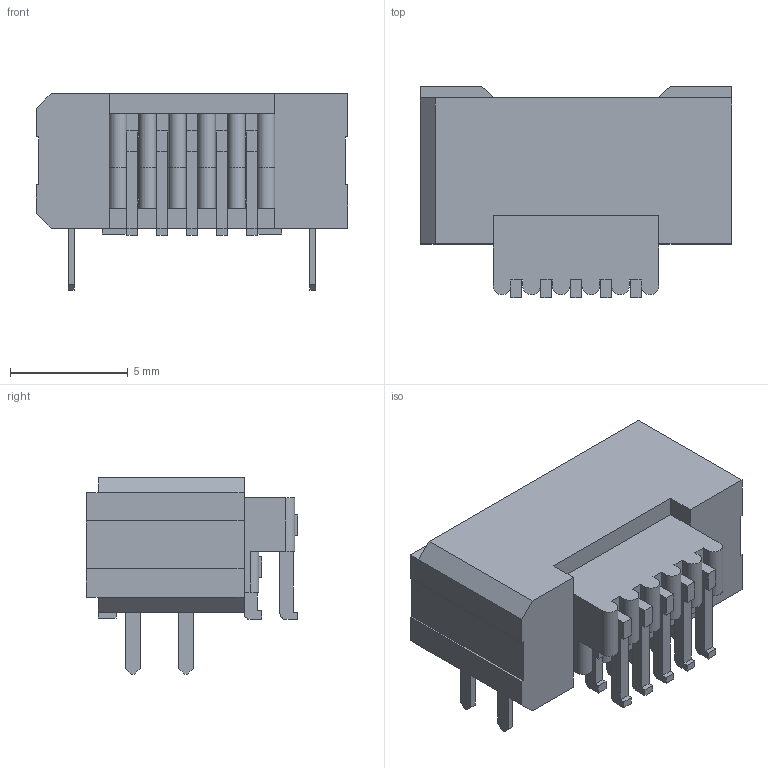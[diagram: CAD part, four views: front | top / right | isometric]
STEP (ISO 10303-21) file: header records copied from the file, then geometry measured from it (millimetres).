
FILE_DESCRIPTION(('FreeCAD Model'),'2;1');
FILE_NAME('TFM_105_02_L_DH_cp.step', '2017-10-03T11:17:48',('kicad StepUp'),('ksu MCAD'), 'Open CASCADE STEP processor 7.1','FreeCAD','Unknown');
FILE_SCHEMA(('AUTOMOTIVE_DESIGN_CC2 { 1 2 10303 214 -1 1 5 4 }'));
Length unit declared in the file: millimetre
Products named in the file (1): TFM_105_02_L_DH_cp
Bounding box: 13.23 x 8.99 x 8.36 mm (x, y, z)
Volume: 375.4 mm3; surface area: 829.4 mm2
Topology: 2 solids, 2 shells, 335 faces, 950 edges, 631 vertices
Faces by surface type: plane 293, cylinder 42
Full cylindrical faces by diameter (mm): 0.457 x10
Entity records: 13076 total; most frequent: CARTESIAN_POINT 1927, ORIENTED_EDGE 1900, DIRECTION 1706, EDGE_CURVE 950, LINE 846, VECTOR 846, VERTEX_POINT 631, AXIS2_PLACEMENT_3D 430
